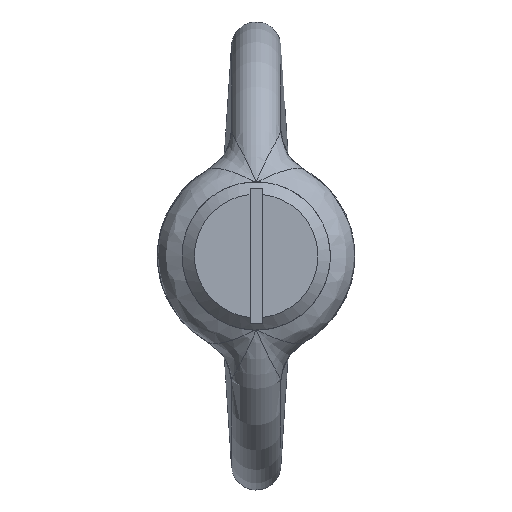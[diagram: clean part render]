
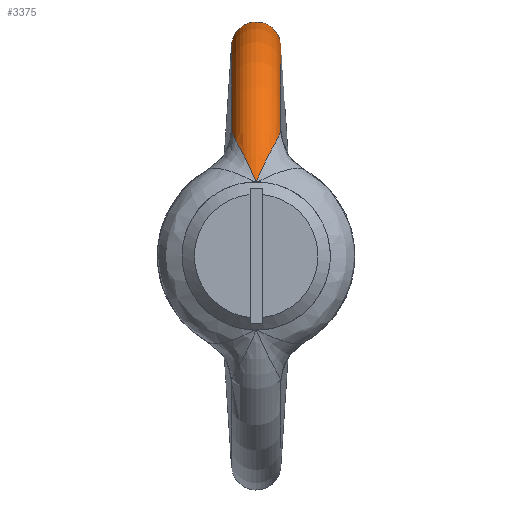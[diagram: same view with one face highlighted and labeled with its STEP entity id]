
A CAD part, front view. The second image highlights one B-rep face of the part: STEP entity #3375.
In plain terms, the highlighted toroidal (fillet/blend) face has major radius 17 mm and minor radius 2 mm.
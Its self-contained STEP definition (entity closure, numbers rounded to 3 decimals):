
#296=CARTESIAN_POINT('',(0.024,-18.028,6.));
#297=VERTEX_POINT('',#296);
#307=CARTESIAN_POINT('',(-0.024,-18.028,6.));
#308=VERTEX_POINT('',#307);
#309=CARTESIAN_POINT('',(-0.024,-18.028,6.));
#310=CARTESIAN_POINT('',(-0.008,-18.028,6.));
#311=CARTESIAN_POINT('',(0.008,-18.028,6.));
#312=CARTESIAN_POINT('',(0.024,-18.028,6.));
#313=B_SPLINE_CURVE_WITH_KNOTS('',3,(#309,#310,#311,#312),.UNSPECIFIED.,.F.,.U.,(4,4),(-0.259,-0.254),.UNSPECIFIED.);
#314=EDGE_CURVE('',#308,#297,#313,.T.);
#1229=CARTESIAN_POINT('',(0.024,18.028,6.));
#1230=VERTEX_POINT('',#1229);
#1231=CARTESIAN_POINT('',(-0.024,18.028,6.));
#1232=VERTEX_POINT('',#1231);
#1233=CARTESIAN_POINT('',(0.024,18.028,6.));
#1234=CARTESIAN_POINT('',(0.008,18.028,6.));
#1235=CARTESIAN_POINT('',(-0.008,18.028,6.));
#1236=CARTESIAN_POINT('',(-0.024,18.028,6.));
#1237=B_SPLINE_CURVE_WITH_KNOTS('',3,(#1233,#1234,#1235,#1236),.UNSPECIFIED.,.F.,.U.,(4,4),(-0.267,-0.262),.UNSPECIFIED.);
#1238=EDGE_CURVE('',#1230,#1232,#1237,.T.);
#2269=CARTESIAN_POINT('',(1.996,13.817,10.13));
#2270=VERTEX_POINT('',#2269);
#2271=CARTESIAN_POINT('',(0.024,18.028,6.));
#2272=CARTESIAN_POINT('',(0.113,17.95,6.231));
#2273=CARTESIAN_POINT('',(0.236,17.833,6.53));
#2274=CARTESIAN_POINT('',(0.422,17.636,6.956));
#2275=CARTESIAN_POINT('',(0.579,17.456,7.297));
#2276=CARTESIAN_POINT('',(0.826,17.139,7.808));
#2277=CARTESIAN_POINT('',(1.069,16.773,8.278));
#2278=CARTESIAN_POINT('',(1.295,16.364,8.696));
#2279=CARTESIAN_POINT('',(1.503,15.933,9.077));
#2280=CARTESIAN_POINT('',(1.731,15.341,9.494));
#2281=CARTESIAN_POINT('',(1.875,14.778,9.782));
#2282=CARTESIAN_POINT('',(1.962,14.264,9.993));
#2283=CARTESIAN_POINT('',(1.988,14.006,10.078));
#2284=CARTESIAN_POINT('',(1.996,13.817,10.13));
#2285=B_SPLINE_CURVE_WITH_KNOTS('',3,(#2271,#2272,#2273,#2274,#2275,#2276,#2277,#2278,#2279,#2280,#2281,#2282,#2283,#2284),.UNSPECIFIED.,.F.,.U.,(4,1,1,1,1,1,1,1,1,1,1,4),(-1.115,-0.995,-0.956,-0.876,-0.796,-0.637,-0.557,-0.478,-0.319,-0.159,-0.119,0.),.UNSPECIFIED.);
#2286=EDGE_CURVE('',#1230,#2270,#2285,.T.);
#2640=CARTESIAN_POINT('',(1.996,-13.817,10.13));
#2641=VERTEX_POINT('',#2640);
#2642=CARTESIAN_POINT('',(1.996,0.,0.0));
#2643=DIRECTION('',(1.0,0.0,0.0));
#2644=DIRECTION('',(0.0,1.0,0.0));
#2645=AXIS2_PLACEMENT_3D('',#2642,#2643,#2644);
#2646=CIRCLE('',#2645,17.132);
#2647=EDGE_CURVE('',#2270,#2641,#2646,.T.);
#3072=CARTESIAN_POINT('',(-1.996,-13.817,10.13));
#3073=VERTEX_POINT('',#3072);
#3209=CARTESIAN_POINT('',(-0.024,-18.028,6.));
#3210=CARTESIAN_POINT('',(-0.143,-17.924,6.308));
#3211=CARTESIAN_POINT('',(-0.328,-17.743,6.752));
#3212=CARTESIAN_POINT('',(-0.579,-17.456,7.297));
#3213=CARTESIAN_POINT('',(-0.826,-17.139,7.808));
#3214=CARTESIAN_POINT('',(-1.069,-16.773,8.278));
#3215=CARTESIAN_POINT('',(-1.295,-16.364,8.696));
#3216=CARTESIAN_POINT('',(-1.425,-16.094,8.934));
#3217=CARTESIAN_POINT('',(-1.523,-15.868,9.113));
#3218=CARTESIAN_POINT('',(-1.58,-15.723,9.22));
#3219=CARTESIAN_POINT('',(-1.714,-15.368,9.465));
#3220=CARTESIAN_POINT('',(-1.823,-14.998,9.675));
#3221=CARTESIAN_POINT('',(-1.933,-14.458,9.918));
#3222=CARTESIAN_POINT('',(-1.977,-14.134,10.038));
#3223=CARTESIAN_POINT('',(-1.993,-13.88,10.112));
#3224=CARTESIAN_POINT('',(-1.996,-13.817,10.13));
#3225=B_SPLINE_CURVE_WITH_KNOTS('',3,(#3209,#3210,#3211,#3212,#3213,#3214,#3215,#3216,#3217,#3218,#3219,#3220,#3221,#3222,#3223,#3224),.UNSPECIFIED.,.F.,.U.,(4,1,1,1,1,1,1,1,1,1,1,1,1,4),(-1.115,-0.956,-0.876,-0.796,-0.637,-0.557,-0.478,-0.438,-0.398,-0.378,-0.199,-0.159,-0.04,0.),.UNSPECIFIED.);
#3226=EDGE_CURVE('',#308,#3073,#3225,.T.);
#3273=CARTESIAN_POINT('',(-1.996,13.817,10.13));
#3274=VERTEX_POINT('',#3273);
#3275=CARTESIAN_POINT('',(-1.996,0.,0.0));
#3276=DIRECTION('',(1.0,0.0,0.0));
#3277=DIRECTION('',(0.0,1.0,0.0));
#3278=AXIS2_PLACEMENT_3D('',#3275,#3276,#3277);
#3279=CIRCLE('',#3278,17.132);
#3280=EDGE_CURVE('',#3274,#3073,#3279,.T.);
#3330=CARTESIAN_POINT('',(0.,0.0,0.0));
#3331=DIRECTION('',(1.0,0.,0.0));
#3332=DIRECTION('',(0.0,0.0,-1.0));
#3333=AXIS2_PLACEMENT_3D('',#3330,#3331,#3332);
#3334=TOROIDAL_SURFACE('',#3333,17.0,2.0);
#3335=ORIENTED_EDGE('',*,*,#1238,.T.);
#3336=CARTESIAN_POINT('',(-1.996,13.817,10.13));
#3337=CARTESIAN_POINT('',(-1.988,14.006,10.078));
#3338=CARTESIAN_POINT('',(-1.962,14.264,9.993));
#3339=CARTESIAN_POINT('',(-1.875,14.778,9.782));
#3340=CARTESIAN_POINT('',(-1.731,15.341,9.494));
#3341=CARTESIAN_POINT('',(-1.48,15.991,9.036));
#3342=CARTESIAN_POINT('',(-1.267,16.416,8.646));
#3343=CARTESIAN_POINT('',(-1.039,16.819,8.219));
#3344=CARTESIAN_POINT('',(-0.765,17.23,7.691));
#3345=CARTESIAN_POINT('',(-0.485,17.569,7.099));
#3346=CARTESIAN_POINT('',(-0.236,17.834,6.53));
#3347=CARTESIAN_POINT('',(-0.113,17.95,6.231));
#3348=CARTESIAN_POINT('',(-0.024,18.028,6.));
#3349=B_SPLINE_CURVE_WITH_KNOTS('',3,(#3336,#3337,#3338,#3339,#3340,#3341,#3342,#3343,#3344,#3345,#3346,#3347,#3348),.UNSPECIFIED.,.F.,.U.,(4,1,1,1,1,1,1,1,1,1,4),(-1.124,-1.005,-0.965,-0.806,-0.646,-0.527,-0.487,-0.328,-0.169,-0.129,-0.009),.UNSPECIFIED.);
#3350=EDGE_CURVE('',#3274,#1232,#3349,.T.);
#3351=ORIENTED_EDGE('',*,*,#3350,.F.);
#3352=ORIENTED_EDGE('',*,*,#3280,.T.);
#3353=ORIENTED_EDGE('',*,*,#3226,.F.);
#3354=ORIENTED_EDGE('',*,*,#314,.T.);
#3355=CARTESIAN_POINT('',(1.996,-13.817,10.13));
#3356=CARTESIAN_POINT('',(1.988,-14.006,10.078));
#3357=CARTESIAN_POINT('',(1.962,-14.264,9.993));
#3358=CARTESIAN_POINT('',(1.875,-14.778,9.782));
#3359=CARTESIAN_POINT('',(1.731,-15.341,9.494));
#3360=CARTESIAN_POINT('',(1.503,-15.932,9.077));
#3361=CARTESIAN_POINT('',(1.243,-16.471,8.601));
#3362=CARTESIAN_POINT('',(1.038,-16.819,8.219));
#3363=CARTESIAN_POINT('',(0.856,-17.087,7.862));
#3364=CARTESIAN_POINT('',(0.672,-17.343,7.494));
#3365=CARTESIAN_POINT('',(0.391,-17.683,6.901));
#3366=CARTESIAN_POINT('',(0.143,-17.924,6.308));
#3367=CARTESIAN_POINT('',(0.024,-18.028,6.));
#3368=B_SPLINE_CURVE_WITH_KNOTS('',3,(#3355,#3356,#3357,#3358,#3359,#3360,#3361,#3362,#3363,#3364,#3365,#3366,#3367),.UNSPECIFIED.,.F.,.U.,(4,1,1,1,1,1,1,1,1,1,4),(-1.124,-1.005,-0.965,-0.806,-0.646,-0.567,-0.407,-0.368,-0.328,-0.169,-0.009),.UNSPECIFIED.);
#3369=EDGE_CURVE('',#2641,#297,#3368,.T.);
#3370=ORIENTED_EDGE('',*,*,#3369,.F.);
#3371=ORIENTED_EDGE('',*,*,#2647,.F.);
#3372=ORIENTED_EDGE('',*,*,#2286,.F.);
#3373=EDGE_LOOP('',(#3335,#3351,#3352,#3353,#3354,#3370,#3371,#3372));
#3374=FACE_OUTER_BOUND('',#3373,.T.);
#3375=ADVANCED_FACE('',(#3374),#3334,.T.);
